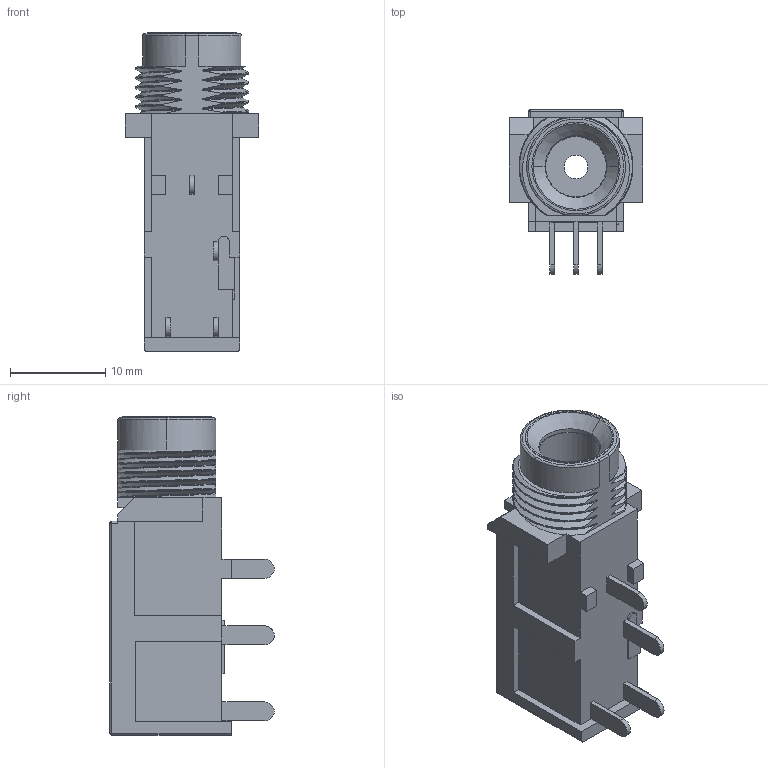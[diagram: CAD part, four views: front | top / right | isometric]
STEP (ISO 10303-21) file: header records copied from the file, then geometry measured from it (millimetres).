
FILE_DESCRIPTION (( 'STEP AP214' ), '1' );
FILE_NAME ('User Library-PJ-6030-headphone-jack.STEP', '2017-02-10T11:57:19', ( 'Windows User' ), ( '' ), 'SwSTEP 2.0', 'SolidWorks 2017', '' );
FILE_SCHEMA (( 'AUTOMOTIVE_DESIGN' ));
Length unit declared in the file: millimetre
Products named in the file (1): User Library-PJ-6030-headphone-jack
Bounding box: 14 x 17.3 x 33.5 mm (x, y, z)
Volume: 2504.3 mm3; surface area: 2644.1 mm2
Topology: 1 solids, 1 shells, 209 faces, 587 edges, 379 vertices
Faces by surface type: plane 84, bspline 75, cylinder 48, cone 2
Entity records: 13286 total; most frequent: CARTESIAN_POINT 6256, ORIENTED_EDGE 1158, DIRECTION 679, EDGE_CURVE 579, VERTEX_POINT 379, VECTOR 273, LINE 273, B_SPLINE_CURVE_WITH_KNOTS 238
